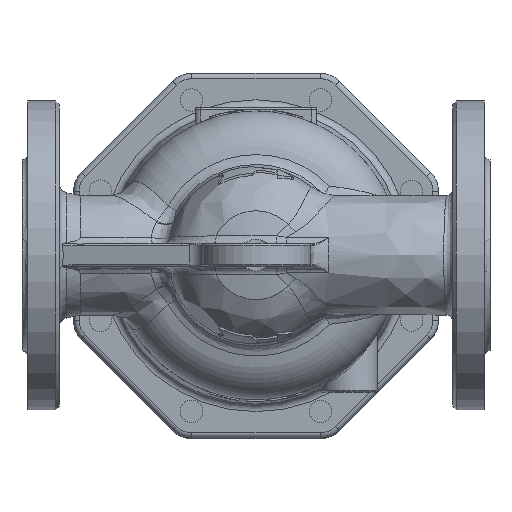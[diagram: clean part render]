
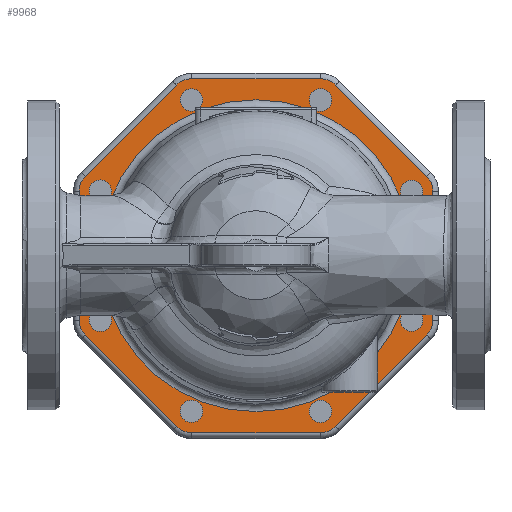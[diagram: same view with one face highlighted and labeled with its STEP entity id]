
A CAD part, top view. The second image highlights one B-rep face of the part: STEP entity #9968.
In plain terms, the highlighted planar face has unit normal (0, 0, 1).
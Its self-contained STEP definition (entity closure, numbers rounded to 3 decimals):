
#667=LINE('',#16161,#1115);
#668=LINE('',#16165,#1116);
#669=LINE('',#16169,#1117);
#670=LINE('',#16173,#1118);
#671=LINE('',#16177,#1119);
#672=LINE('',#16181,#1120);
#673=LINE('',#16185,#1121);
#674=LINE('',#16189,#1122);
#1115=VECTOR('',#12710,68.883);
#1116=VECTOR('',#12713,68.883);
#1117=VECTOR('',#12716,68.883);
#1118=VECTOR('',#12719,68.883);
#1119=VECTOR('',#12722,68.883);
#1120=VECTOR('',#12725,68.883);
#1121=VECTOR('',#12728,68.883);
#1122=VECTOR('',#12731,68.883);
#1799=PLANE('',#10839);
#1964=FACE_BOUND('',#3127,.T.);
#1965=FACE_BOUND('',#3128,.T.);
#1966=FACE_BOUND('',#3129,.T.);
#1967=FACE_BOUND('',#3130,.T.);
#1968=FACE_BOUND('',#3131,.T.);
#1969=FACE_BOUND('',#3132,.T.);
#1970=FACE_BOUND('',#3133,.T.);
#1971=FACE_BOUND('',#3134,.T.);
#1972=FACE_BOUND('',#3135,.T.);
#2396=FACE_OUTER_BOUND('',#3126,.T.);
#3126=EDGE_LOOP('',(#7735,#7736,#7737,#7738,#7739,#7740,#7741,#7742,#7743,
#7744,#7745,#7746,#7747,#7748,#7749,#7750));
#3127=EDGE_LOOP('',(#7751));
#3128=EDGE_LOOP('',(#7752));
#3129=EDGE_LOOP('',(#7753));
#3130=EDGE_LOOP('',(#7754));
#3131=EDGE_LOOP('',(#7755));
#3132=EDGE_LOOP('',(#7756));
#3133=EDGE_LOOP('',(#7757));
#3134=EDGE_LOOP('',(#7758));
#3135=EDGE_LOOP('',(#7759));
#3677=CIRCLE('',#10542,6.);
#3681=CIRCLE('',#10549,6.);
#3685=CIRCLE('',#10556,6.);
#3689=CIRCLE('',#10563,6.);
#3693=CIRCLE('',#10570,6.);
#3697=CIRCLE('',#10577,6.);
#3701=CIRCLE('',#10584,6.);
#3754=CIRCLE('',#10738,6.);
#3804=CIRCLE('',#10840,11.351);
#3805=CIRCLE('',#10841,11.351);
#3806=CIRCLE('',#10842,11.351);
#3807=CIRCLE('',#10843,11.351);
#3808=CIRCLE('',#10844,11.351);
#3809=CIRCLE('',#10845,11.351);
#3810=CIRCLE('',#10846,11.351);
#3811=CIRCLE('',#10847,11.351);
#3812=CIRCLE('',#10848,83.279);
#4317=VERTEX_POINT('',#14918);
#4321=VERTEX_POINT('',#14929);
#4325=VERTEX_POINT('',#14940);
#4329=VERTEX_POINT('',#14951);
#4333=VERTEX_POINT('',#14962);
#4337=VERTEX_POINT('',#14973);
#4341=VERTEX_POINT('',#14984);
#4478=VERTEX_POINT('',#15611);
#4559=VERTEX_POINT('',#16159);
#4560=VERTEX_POINT('',#16160);
#4561=VERTEX_POINT('',#16162);
#4562=VERTEX_POINT('',#16164);
#4563=VERTEX_POINT('',#16166);
#4564=VERTEX_POINT('',#16168);
#4565=VERTEX_POINT('',#16170);
#4566=VERTEX_POINT('',#16172);
#4567=VERTEX_POINT('',#16174);
#4568=VERTEX_POINT('',#16176);
#4569=VERTEX_POINT('',#16178);
#4570=VERTEX_POINT('',#16180);
#4571=VERTEX_POINT('',#16182);
#4572=VERTEX_POINT('',#16184);
#4573=VERTEX_POINT('',#16186);
#4574=VERTEX_POINT('',#16188);
#4575=VERTEX_POINT('',#16191);
#5367=EDGE_CURVE('',#4317,#4317,#3677,.T.);
#5371=EDGE_CURVE('',#4321,#4321,#3681,.T.);
#5375=EDGE_CURVE('',#4325,#4325,#3685,.T.);
#5379=EDGE_CURVE('',#4329,#4329,#3689,.T.);
#5383=EDGE_CURVE('',#4333,#4333,#3693,.T.);
#5387=EDGE_CURVE('',#4337,#4337,#3697,.T.);
#5391=EDGE_CURVE('',#4341,#4341,#3701,.T.);
#5612=EDGE_CURVE('',#4478,#4478,#3754,.T.);
#5731=EDGE_CURVE('',#4559,#4560,#667,.T.);
#5732=EDGE_CURVE('',#4561,#4559,#3804,.T.);
#5733=EDGE_CURVE('',#4562,#4561,#668,.T.);
#5734=EDGE_CURVE('',#4563,#4562,#3805,.T.);
#5735=EDGE_CURVE('',#4564,#4563,#669,.T.);
#5736=EDGE_CURVE('',#4565,#4564,#3806,.T.);
#5737=EDGE_CURVE('',#4566,#4565,#670,.T.);
#5738=EDGE_CURVE('',#4567,#4566,#3807,.T.);
#5739=EDGE_CURVE('',#4568,#4567,#671,.T.);
#5740=EDGE_CURVE('',#4569,#4568,#3808,.T.);
#5741=EDGE_CURVE('',#4570,#4569,#672,.T.);
#5742=EDGE_CURVE('',#4571,#4570,#3809,.T.);
#5743=EDGE_CURVE('',#4572,#4571,#673,.T.);
#5744=EDGE_CURVE('',#4573,#4572,#3810,.T.);
#5745=EDGE_CURVE('',#4574,#4573,#674,.T.);
#5746=EDGE_CURVE('',#4560,#4574,#3811,.T.);
#5747=EDGE_CURVE('',#4575,#4575,#3812,.T.);
#7735=ORIENTED_EDGE('',*,*,#5731,.F.);
#7736=ORIENTED_EDGE('',*,*,#5732,.F.);
#7737=ORIENTED_EDGE('',*,*,#5733,.F.);
#7738=ORIENTED_EDGE('',*,*,#5734,.F.);
#7739=ORIENTED_EDGE('',*,*,#5735,.F.);
#7740=ORIENTED_EDGE('',*,*,#5736,.F.);
#7741=ORIENTED_EDGE('',*,*,#5737,.F.);
#7742=ORIENTED_EDGE('',*,*,#5738,.F.);
#7743=ORIENTED_EDGE('',*,*,#5739,.F.);
#7744=ORIENTED_EDGE('',*,*,#5740,.F.);
#7745=ORIENTED_EDGE('',*,*,#5741,.F.);
#7746=ORIENTED_EDGE('',*,*,#5742,.F.);
#7747=ORIENTED_EDGE('',*,*,#5743,.F.);
#7748=ORIENTED_EDGE('',*,*,#5744,.F.);
#7749=ORIENTED_EDGE('',*,*,#5745,.F.);
#7750=ORIENTED_EDGE('',*,*,#5746,.F.);
#7751=ORIENTED_EDGE('',*,*,#5367,.T.);
#7752=ORIENTED_EDGE('',*,*,#5371,.T.);
#7753=ORIENTED_EDGE('',*,*,#5375,.T.);
#7754=ORIENTED_EDGE('',*,*,#5379,.T.);
#7755=ORIENTED_EDGE('',*,*,#5383,.T.);
#7756=ORIENTED_EDGE('',*,*,#5387,.T.);
#7757=ORIENTED_EDGE('',*,*,#5391,.T.);
#7758=ORIENTED_EDGE('',*,*,#5612,.T.);
#7759=ORIENTED_EDGE('',*,*,#5747,.F.);
#9968=ADVANCED_FACE('',(#2396,#1964,#1965,#1966,#1967,#1968,#1969,#1970,
#1971,#1972),#1799,.T.);
#10542=AXIS2_PLACEMENT_3D('',#14919,#11987,#11988);
#10549=AXIS2_PLACEMENT_3D('',#14930,#12001,#12002);
#10556=AXIS2_PLACEMENT_3D('',#14941,#12015,#12016);
#10563=AXIS2_PLACEMENT_3D('',#14952,#12029,#12030);
#10570=AXIS2_PLACEMENT_3D('',#14963,#12043,#12044);
#10577=AXIS2_PLACEMENT_3D('',#14974,#12057,#12058);
#10584=AXIS2_PLACEMENT_3D('',#14985,#12071,#12072);
#10738=AXIS2_PLACEMENT_3D('',#15612,#12463,#12464);
#10839=AXIS2_PLACEMENT_3D('',#16158,#12708,#12709);
#10840=AXIS2_PLACEMENT_3D('',#16163,#12711,#12712);
#10841=AXIS2_PLACEMENT_3D('',#16167,#12714,#12715);
#10842=AXIS2_PLACEMENT_3D('',#16171,#12717,#12718);
#10843=AXIS2_PLACEMENT_3D('',#16175,#12720,#12721);
#10844=AXIS2_PLACEMENT_3D('',#16179,#12723,#12724);
#10845=AXIS2_PLACEMENT_3D('',#16183,#12726,#12727);
#10846=AXIS2_PLACEMENT_3D('',#16187,#12729,#12730);
#10847=AXIS2_PLACEMENT_3D('',#16190,#12732,#12733);
#10848=AXIS2_PLACEMENT_3D('',#16192,#12734,#12735);
#11987=DIRECTION('center_axis',(0.,0.,-1.));
#11988=DIRECTION('ref_axis',(0.707,-0.707,0.));
#12001=DIRECTION('center_axis',(0.,0.,-1.));
#12002=DIRECTION('ref_axis',(0.,-1.,0.));
#12015=DIRECTION('center_axis',(0.,0.,-1.));
#12016=DIRECTION('ref_axis',(-0.707,-0.707,0.));
#12029=DIRECTION('center_axis',(0.,0.,-1.));
#12030=DIRECTION('ref_axis',(-1.,0.,0.));
#12043=DIRECTION('center_axis',(0.,0.,-1.));
#12044=DIRECTION('ref_axis',(-0.707,0.707,0.));
#12057=DIRECTION('center_axis',(0.,0.,-1.));
#12058=DIRECTION('ref_axis',(0.,1.,0.));
#12071=DIRECTION('center_axis',(0.,0.,-1.));
#12072=DIRECTION('ref_axis',(0.707,0.707,0.));
#12463=DIRECTION('center_axis',(0.,0.,-1.));
#12464=DIRECTION('ref_axis',(1.,0.,0.));
#12708=DIRECTION('center_axis',(0.,0.,1.));
#12709=DIRECTION('ref_axis',(1.,0.,0.));
#12710=DIRECTION('',(0.,1.,0.));
#12711=DIRECTION('center_axis',(0.,0.,-1.));
#12712=DIRECTION('ref_axis',(-0.924,-0.383,0.));
#12713=DIRECTION('',(-0.707,0.707,0.));
#12714=DIRECTION('center_axis',(0.,0.,-1.));
#12715=DIRECTION('ref_axis',(-0.383,-0.924,0.));
#12716=DIRECTION('',(-1.,0.,0.));
#12717=DIRECTION('center_axis',(0.,0.,-1.));
#12718=DIRECTION('ref_axis',(0.383,-0.924,0.));
#12719=DIRECTION('',(-0.707,-0.707,0.));
#12720=DIRECTION('center_axis',(0.,0.,-1.));
#12721=DIRECTION('ref_axis',(0.924,-0.383,0.));
#12722=DIRECTION('',(0.,-1.,0.));
#12723=DIRECTION('center_axis',(0.,0.,-1.));
#12724=DIRECTION('ref_axis',(0.924,0.383,0.));
#12725=DIRECTION('',(0.707,-0.707,0.));
#12726=DIRECTION('center_axis',(0.,0.,-1.));
#12727=DIRECTION('ref_axis',(0.383,0.924,0.));
#12728=DIRECTION('',(1.,0.,0.));
#12729=DIRECTION('center_axis',(0.,0.,-1.));
#12730=DIRECTION('ref_axis',(-0.383,0.924,0.));
#12731=DIRECTION('',(0.707,0.707,0.));
#12732=DIRECTION('center_axis',(0.,0.,-1.));
#12733=DIRECTION('ref_axis',(-0.924,0.383,0.));
#12734=DIRECTION('center_axis',(0.,0.,1.));
#12735=DIRECTION('ref_axis',(-1.,0.,0.));
#14918=CARTESIAN_POINT('',(-87.392,-30.199,21.));
#14919=CARTESIAN_POINT('Origin',(-83.149,-34.442,21.));
#14929=CARTESIAN_POINT('',(-83.149,40.442,21.));
#14930=CARTESIAN_POINT('Origin',(-83.149,34.442,21.));
#14940=CARTESIAN_POINT('',(-30.199,87.392,21.));
#14941=CARTESIAN_POINT('Origin',(-34.442,83.149,21.));
#14951=CARTESIAN_POINT('',(40.442,83.149,21.));
#14952=CARTESIAN_POINT('Origin',(34.442,83.149,21.));
#14962=CARTESIAN_POINT('',(87.392,30.199,21.));
#14963=CARTESIAN_POINT('Origin',(83.149,34.442,21.));
#14973=CARTESIAN_POINT('',(83.149,-40.442,21.));
#14974=CARTESIAN_POINT('Origin',(83.149,-34.442,21.));
#14984=CARTESIAN_POINT('',(30.199,-87.392,21.));
#14985=CARTESIAN_POINT('Origin',(34.442,-83.149,21.));
#15611=CARTESIAN_POINT('',(-40.442,-83.149,21.));
#15612=CARTESIAN_POINT('Origin',(-34.442,-83.149,21.));
#16158=CARTESIAN_POINT('Origin',(0.,0.,
21.));
#16159=CARTESIAN_POINT('',(-94.5,-34.442,21.));
#16160=CARTESIAN_POINT('',(-94.5,34.442,21.));
#16161=CARTESIAN_POINT('',(-94.5,-20.193,21.));
#16162=CARTESIAN_POINT('',(-91.175,-42.468,21.));
#16163=CARTESIAN_POINT('Origin',(-83.149,-34.442,21.));
#16164=CARTESIAN_POINT('',(-42.468,-91.175,21.));
#16165=CARTESIAN_POINT('',(-52.543,-81.1,21.));
#16166=CARTESIAN_POINT('',(-34.442,-94.5,21.));
#16167=CARTESIAN_POINT('Origin',(-34.442,-83.149,21.));
#16168=CARTESIAN_POINT('',(34.442,-94.5,21.));
#16169=CARTESIAN_POINT('',(20.193,-94.5,21.));
#16170=CARTESIAN_POINT('',(42.468,-91.175,21.));
#16171=CARTESIAN_POINT('Origin',(34.442,-83.149,21.));
#16172=CARTESIAN_POINT('',(91.175,-42.468,21.));
#16173=CARTESIAN_POINT('',(81.1,-52.543,21.));
#16174=CARTESIAN_POINT('',(94.5,-34.442,21.));
#16175=CARTESIAN_POINT('Origin',(83.149,-34.442,21.));
#16176=CARTESIAN_POINT('',(94.5,34.442,21.));
#16177=CARTESIAN_POINT('',(94.5,20.193,21.));
#16178=CARTESIAN_POINT('',(91.175,42.468,21.));
#16179=CARTESIAN_POINT('Origin',(83.149,34.442,21.));
#16180=CARTESIAN_POINT('',(42.468,91.175,21.));
#16181=CARTESIAN_POINT('',(52.543,81.1,21.));
#16182=CARTESIAN_POINT('',(34.442,94.5,21.));
#16183=CARTESIAN_POINT('Origin',(34.442,83.149,21.));
#16184=CARTESIAN_POINT('',(-34.442,94.5,21.));
#16185=CARTESIAN_POINT('',(-20.193,94.5,21.));
#16186=CARTESIAN_POINT('',(-42.468,91.175,21.));
#16187=CARTESIAN_POINT('Origin',(-34.442,83.149,21.));
#16188=CARTESIAN_POINT('',(-91.175,42.468,21.));
#16189=CARTESIAN_POINT('',(-81.1,52.543,21.));
#16190=CARTESIAN_POINT('Origin',(-83.149,34.442,21.));
#16191=CARTESIAN_POINT('',(83.279,0.,21.));
#16192=CARTESIAN_POINT('Origin',(0.,0.,21.));
